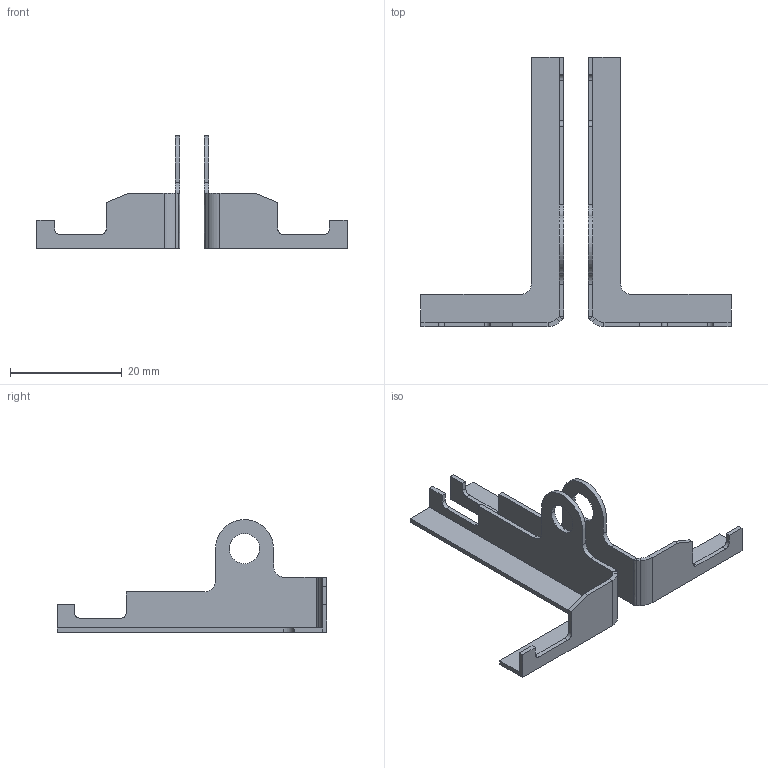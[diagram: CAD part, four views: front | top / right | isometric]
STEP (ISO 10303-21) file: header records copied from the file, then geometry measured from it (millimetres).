
FILE_DESCRIPTION(/* description */ (''),/* implementation_level */ '2;1');
FILE_NAME(/* name */ 'W_LED_~2',/* time_stamp */ '2020-09-05T09:46:12+02:00',/* author */ (''),/* organization */ (''),/* preprocessor_version */ 'ST-DEVELOPER v16.5',/* originating_system */ '',/* authorisation */ '');
FILE_SCHEMA (('AUTOMOTIVE_DESIGN'));
Length unit declared in the file: millimetre
Products named in the file (1): Document
Bounding box: 55.57 x 48.3 x 20.19 mm (x, y, z)
Volume: 1462.1 mm3; surface area: 3975 mm2
Topology: 2 solids, 2 shells, 94 faces, 236 edges, 146 vertices
Faces by surface type: plane 56, bspline 38
Entity records: 2640 total; most frequent: CARTESIAN_POINT 1182, ORIENTED_EDGE 472, EDGE_CURVE 236, VERTEX_POINT 146, B_SPLINE_CURVE_WITH_KNOTS 118, EDGE_LOOP 98, ADVANCED_FACE 94, FACE_OUTER_BOUND 94
